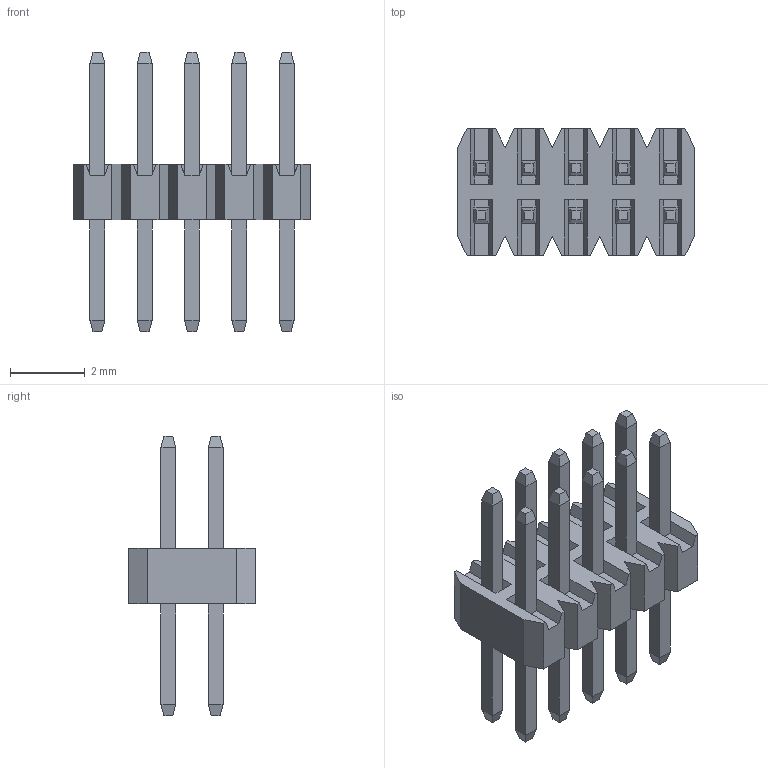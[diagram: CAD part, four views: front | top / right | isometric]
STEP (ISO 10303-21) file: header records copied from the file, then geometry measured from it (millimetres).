
FILE_DESCRIPTION (( 'STEP AP214' ), '1' );
FILE_NAME ('FPH12730-D10S1014070720B-REF.STEP', '2025-08-22T07:01:18', ( '' ), ( '' ), 'SwSTEP 2.0', 'SolidWorks 2021', '' );
FILE_SCHEMA (( 'AUTOMOTIVE_DESIGN' ));
Length unit declared in the file: millimetre
Products named in the file (1): FPH12730-D10S1014070720B-REF
Bounding box: 6.35 x 3.4 x 7.5 mm (x, y, z)
Volume: 38 mm3; surface area: 179.4 mm2
Topology: 1 solids, 1 shells, 264 faces, 676 edges, 424 vertices
Faces by surface type: plane 264
Entity records: 7754 total; most frequent: CARTESIAN_POINT 1365, ORIENTED_EDGE 1352, DIRECTION 1206, VECTOR 676, EDGE_CURVE 676, LINE 676, VERTEX_POINT 424, EDGE_LOOP 274
